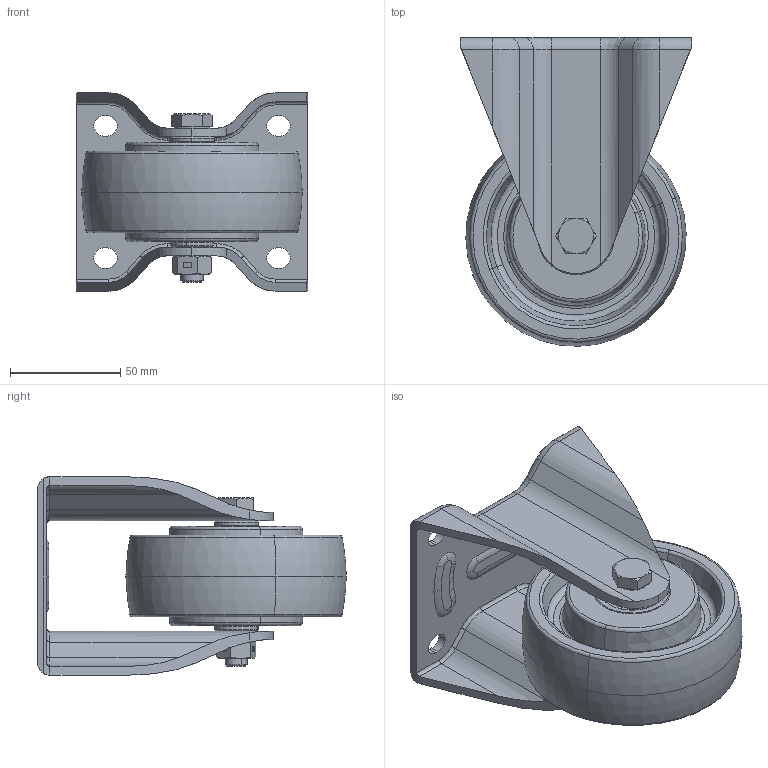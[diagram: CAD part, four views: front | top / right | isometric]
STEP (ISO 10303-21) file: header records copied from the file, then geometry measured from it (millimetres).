
FILE_DESCRIPTION (( 'STEP AP214' ), '1' );
FILE_NAME ('0051068.step', '2020-04-09T08:26:02', ( '' ), ( '' ), 'SwSTEP 2.0', 'SolidWorks 2018', '' );
FILE_SCHEMA (( 'AUTOMOTIVE_DESIGN' ));
Length unit declared in the file: millimetre
Products named in the file (1): 0051068
Bounding box: 105 x 139.99 x 90 mm (x, y, z)
Volume: 342323.1 mm3; surface area: 108115.8 mm2
Topology: 16 solids, 16 shells, 420 faces, 952 edges, 578 vertices
Faces by surface type: cylinder 130, plane 110, torus 74, bspline 54, cone 52
Entity records: 19198 total; most frequent: CARTESIAN_POINT 5053, DIRECTION 2024, ORIENTED_EDGE 1904, EDGE_CURVE 952, AXIS2_PLACEMENT_3D 856, VERTEX_POINT 578, CIRCLE 489, EDGE_LOOP 474
